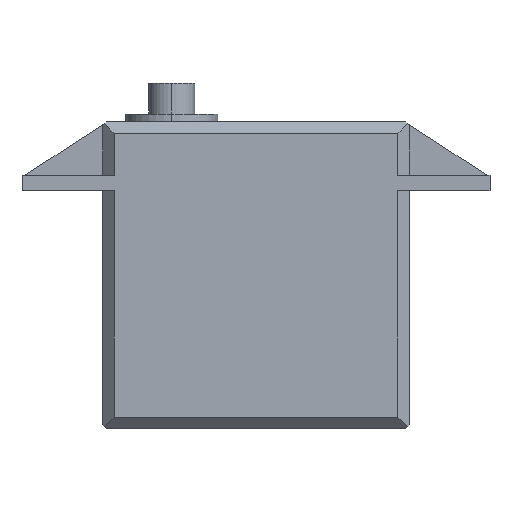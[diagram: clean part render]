
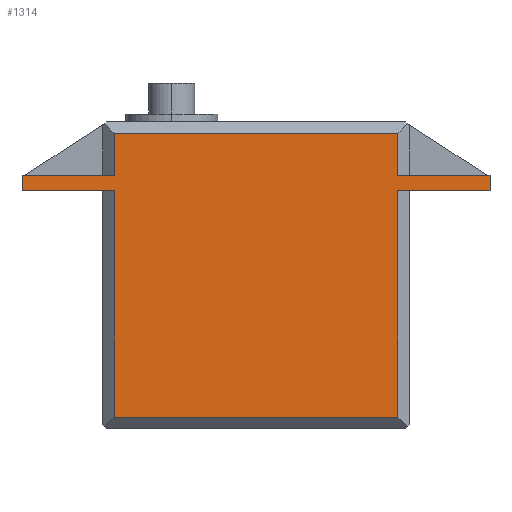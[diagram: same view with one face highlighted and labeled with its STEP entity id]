
A CAD part, left-side view. The second image highlights one B-rep face of the part: STEP entity #1314.
In plain terms, the highlighted planar face has unit normal (-1, 0, 0).
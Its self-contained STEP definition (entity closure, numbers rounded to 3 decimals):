
#3 = LINE ( 'NONE', #849, #1801 ) ;
#33 = EDGE_CURVE ( 'NONE', #1374, #87, #291, .T. ) ;
#38 = ORIENTED_EDGE ( 'NONE', *, *, #1598, .T. ) ;
#59 = DIRECTION ( 'NONE',  ( 0., 0., 1. ) ) ;
#82 = CARTESIAN_POINT ( 'NONE',  ( -10., 18.5, 40. ) ) ;
#87 = VERTEX_POINT ( 'NONE', #478 ) ;
#88 = CARTESIAN_POINT ( 'NONE',  ( -10., -18.5, 33. ) ) ;
#116 = EDGE_CURVE ( 'NONE', #1745, #540, #468, .T. ) ;
#124 = ORIENTED_EDGE ( 'NONE', *, *, #1710, .T. ) ;
#148 = VERTEX_POINT ( 'NONE', #326 ) ;
#152 = CARTESIAN_POINT ( 'NONE',  ( -10., -30.5, 31. ) ) ;
#168 = CARTESIAN_POINT ( 'NONE',  ( -10., 18.5, 31. ) ) ;
#198 = VERTEX_POINT ( 'NONE', #1071 ) ;
#251 = CARTESIAN_POINT ( 'NONE',  ( -10., -20., 1.5 ) ) ;
#262 = EDGE_CURVE ( 'NONE', #1325, #952, #1230, .T. ) ;
#267 = ORIENTED_EDGE ( 'NONE', *, *, #683, .F. ) ;
#290 = CARTESIAN_POINT ( 'NONE',  ( -10., -18.5, 40. ) ) ;
#291 = LINE ( 'NONE', #1743, #659 ) ;
#314 = FACE_OUTER_BOUND ( 'NONE', #349, .T. ) ;
#318 = DIRECTION ( 'NONE',  ( 0., 0., -1. ) ) ;
#326 = CARTESIAN_POINT ( 'NONE',  ( -10., -18.5, 1.5 ) ) ;
#349 = EDGE_LOOP ( 'NONE', ( #124, #1606, #267, #1390, #551, #963, #1793, #1065, #822, #1517, #489, #38 ) ) ;
#389 = LINE ( 'NONE', #251, #902 ) ;
#420 = LINE ( 'NONE', #1652, #1721 ) ;
#443 = CARTESIAN_POINT ( 'NONE',  ( -10., 18.5, 33. ) ) ;
#468 = LINE ( 'NONE', #82, #1224 ) ;
#478 = CARTESIAN_POINT ( 'NONE',  ( -10., 30.5, 33. ) ) ;
#483 = DIRECTION ( 'NONE',  ( 0., -1., 0. ) ) ;
#489 = ORIENTED_EDGE ( 'NONE', *, *, #262, .F. ) ;
#503 = EDGE_CURVE ( 'NONE', #1182, #952, #1313, .T. ) ;
#512 = DIRECTION ( 'NONE',  ( 0., -1., 0. ) ) ;
#526 = LINE ( 'NONE', #692, #1269 ) ;
#540 = VERTEX_POINT ( 'NONE', #443 ) ;
#551 = ORIENTED_EDGE ( 'NONE', *, *, #628, .T. ) ;
#628 = EDGE_CURVE ( 'NONE', #1374, #976, #1567, .T. ) ;
#644 = CARTESIAN_POINT ( 'NONE',  ( -10., 18.5, 38.5 ) ) ;
#659 = VECTOR ( 'NONE', #59, 1000. ) ;
#666 = DIRECTION ( 'NONE',  ( 0., 0., -1. ) ) ;
#683 = EDGE_CURVE ( 'NONE', #87, #540, #420, .T. ) ;
#692 = CARTESIAN_POINT ( 'NONE',  ( -10., -18.5, 40. ) ) ;
#706 = EDGE_CURVE ( 'NONE', #148, #1515, #1558, .T. ) ;
#735 = VECTOR ( 'NONE', #666, 1000. ) ;
#739 = VERTEX_POINT ( 'NONE', #1808 ) ;
#740 = CARTESIAN_POINT ( 'NONE',  ( -10., -20., 40. ) ) ;
#781 = CARTESIAN_POINT ( 'NONE',  ( -10., -18.5, 31. ) ) ;
#822 = ORIENTED_EDGE ( 'NONE', *, *, #1445, .T. ) ;
#849 = CARTESIAN_POINT ( 'NONE',  ( -10., -20., 38.5 ) ) ;
#873 = CARTESIAN_POINT ( 'NONE',  ( -10., -18.5, 33. ) ) ;
#893 = DIRECTION ( 'NONE',  ( 0., 0., -1. ) ) ;
#902 = VECTOR ( 'NONE', #1797, 1000. ) ;
#927 = CARTESIAN_POINT ( 'NONE',  ( -10., -30.5, 33. ) ) ;
#932 = VECTOR ( 'NONE', #512, 1000. ) ;
#952 = VERTEX_POINT ( 'NONE', #927 ) ;
#957 = AXIS2_PLACEMENT_3D ( 'NONE', #740, #1301, #893 ) ;
#963 = ORIENTED_EDGE ( 'NONE', *, *, #1623, .T. ) ;
#976 = VERTEX_POINT ( 'NONE', #1054 ) ;
#1000 = DIRECTION ( 'NONE',  ( 0., -1., 0. ) ) ;
#1039 = DIRECTION ( 'NONE',  ( 0., 0., 1. ) ) ;
#1054 = CARTESIAN_POINT ( 'NONE',  ( -10., 18.5, 31. ) ) ;
#1065 = ORIENTED_EDGE ( 'NONE', *, *, #706, .T. ) ;
#1071 = CARTESIAN_POINT ( 'NONE',  ( -10., -18.5, 38.5 ) ) ;
#1098 = CARTESIAN_POINT ( 'NONE',  ( -10., -18.5, 31. ) ) ;
#1105 = DIRECTION ( 'NONE',  ( 0., 0., 1. ) ) ;
#1119 = DIRECTION ( 'NONE',  ( 0., -1., 0. ) ) ;
#1182 = VERTEX_POINT ( 'NONE', #152 ) ;
#1184 = CARTESIAN_POINT ( 'NONE',  ( -10., 30.5, 31. ) ) ;
#1224 = VECTOR ( 'NONE', #318, 1000. ) ;
#1229 = EDGE_CURVE ( 'NONE', #739, #148, #389, .T. ) ;
#1230 = LINE ( 'NONE', #88, #932 ) ;
#1253 = VECTOR ( 'NONE', #1119, 1000. ) ;
#1269 = VECTOR ( 'NONE', #1823, 1000. ) ;
#1301 = DIRECTION ( 'NONE',  ( 1., 0., 0. ) ) ;
#1313 = LINE ( 'NONE', #1738, #1658 ) ;
#1314 = ADVANCED_FACE ( 'NONE', ( #314 ), #1707, .F. ) ;
#1325 = VERTEX_POINT ( 'NONE', #873 ) ;
#1374 = VERTEX_POINT ( 'NONE', #1184 ) ;
#1390 = ORIENTED_EDGE ( 'NONE', *, *, #33, .F. ) ;
#1445 = EDGE_CURVE ( 'NONE', #1515, #1182, #1635, .T. ) ;
#1509 = CARTESIAN_POINT ( 'NONE',  ( -10., 18.5, 40. ) ) ;
#1515 = VERTEX_POINT ( 'NONE', #1098 ) ;
#1517 = ORIENTED_EDGE ( 'NONE', *, *, #503, .T. ) ;
#1535 = LINE ( 'NONE', #1509, #735 ) ;
#1558 = LINE ( 'NONE', #290, #1688 ) ;
#1567 = LINE ( 'NONE', #168, #1253 ) ;
#1598 = EDGE_CURVE ( 'NONE', #1325, #198, #526, .T. ) ;
#1606 = ORIENTED_EDGE ( 'NONE', *, *, #116, .T. ) ;
#1623 = EDGE_CURVE ( 'NONE', #976, #739, #1535, .T. ) ;
#1635 = LINE ( 'NONE', #781, #1716 ) ;
#1652 = CARTESIAN_POINT ( 'NONE',  ( -10., 18.5, 33. ) ) ;
#1658 = VECTOR ( 'NONE', #1039, 1000. ) ;
#1688 = VECTOR ( 'NONE', #1105, 1000. ) ;
#1707 = PLANE ( 'NONE',  #957 ) ;
#1710 = EDGE_CURVE ( 'NONE', #198, #1745, #3, .T. ) ;
#1716 = VECTOR ( 'NONE', #483, 1000. ) ;
#1721 = VECTOR ( 'NONE', #1000, 1000. ) ;
#1732 = DIRECTION ( 'NONE',  ( 0., 1., 0. ) ) ;
#1738 = CARTESIAN_POINT ( 'NONE',  ( -10., -30.5, 31. ) ) ;
#1743 = CARTESIAN_POINT ( 'NONE',  ( -10., 30.5, 31. ) ) ;
#1745 = VERTEX_POINT ( 'NONE', #644 ) ;
#1793 = ORIENTED_EDGE ( 'NONE', *, *, #1229, .T. ) ;
#1797 = DIRECTION ( 'NONE',  ( 0., -1., 0. ) ) ;
#1801 = VECTOR ( 'NONE', #1732, 1000. ) ;
#1808 = CARTESIAN_POINT ( 'NONE',  ( -10., 18.5, 1.5 ) ) ;
#1823 = DIRECTION ( 'NONE',  ( 0., 0., 1. ) ) ;
